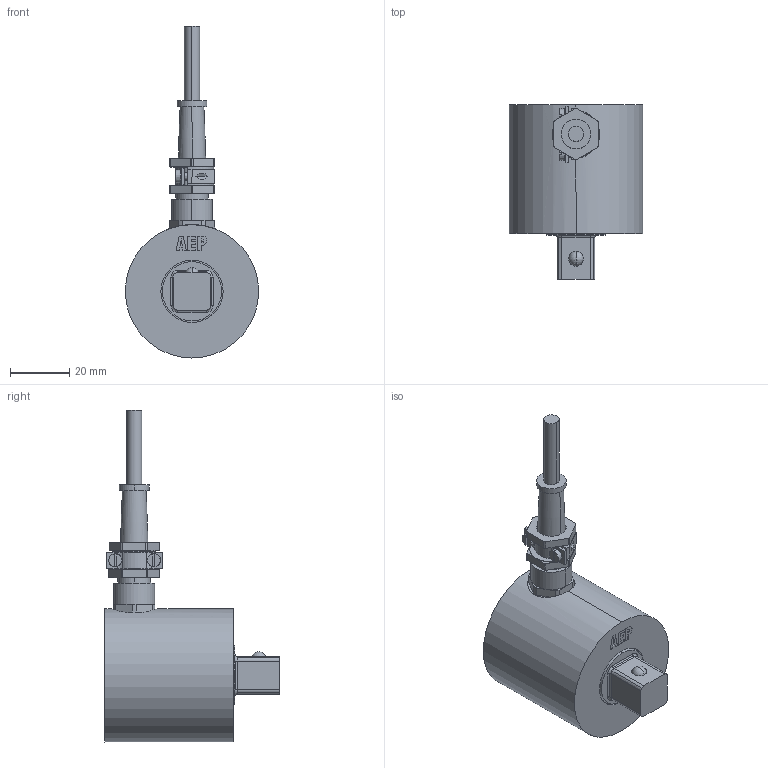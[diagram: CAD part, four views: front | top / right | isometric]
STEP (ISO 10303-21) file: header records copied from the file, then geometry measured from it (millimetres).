
FILE_DESCRIPTION(('STEP AP214'),'1');
FILE_NAME('TRS_1_2.stp','2015-05-19T15:44:19',(' '),(' '),'Spatial InterOp 3D',' ',' ');
FILE_SCHEMA(('automotive_design'));
Length unit declared in the file: metre
Products named in the file (1): Fairlead Geometry
Bounding box: 45 x 59 x 112.05 mm (x, y, z)
Volume: 74018.9 mm3; surface area: 14880.8 mm2
Topology: 1 solids, 2 shells, 245 faces, 655 edges, 434 vertices
Faces by surface type: plane 113, cylinder 85, torus 32, cone 10, extrusion 3, sphere 2
Entity records: 10098 total; most frequent: CARTESIAN_POINT 1762, DIRECTION 1377, ORIENTED_EDGE 1310, EDGE_CURVE 655, AXIS2_PLACEMENT_3D 518, VERTEX_POINT 434, VECTOR 341, LINE 338
